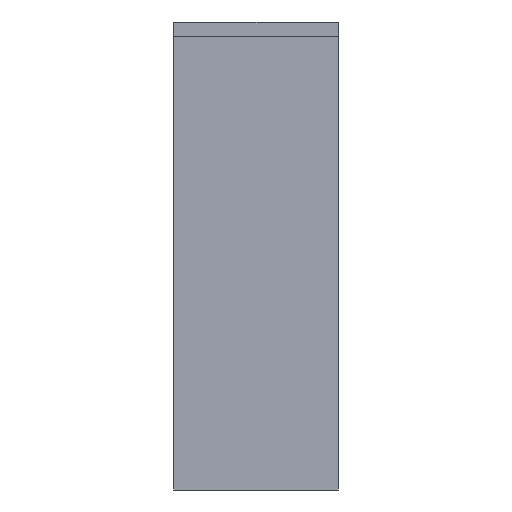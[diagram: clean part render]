
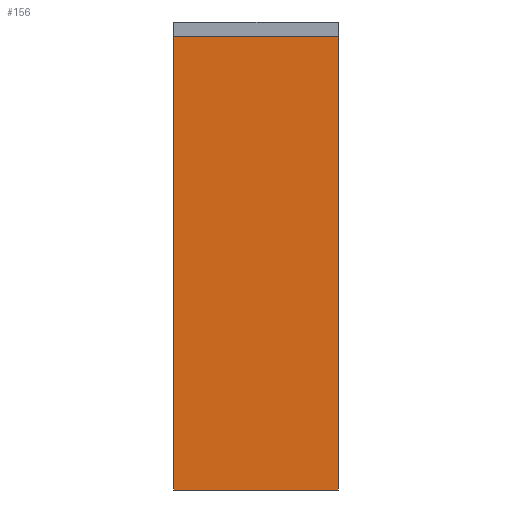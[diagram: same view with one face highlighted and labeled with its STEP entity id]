
A CAD part, left-side view. The second image highlights one B-rep face of the part: STEP entity #156.
In plain terms, the highlighted planar face has unit normal (-1, 0, 0).
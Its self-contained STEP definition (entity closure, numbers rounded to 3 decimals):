
#156=ADVANCED_FACE('',(#402),#404,.T.);
#402=FACE_BOUND('',#403,.T.);
#403=EDGE_LOOP('',(#568,#569,#570,#571));
#404=PLANE('',#405);
#405=AXIS2_PLACEMENT_3D('',#406,#407,#408);
#406=CARTESIAN_POINT('',(-50.,0.,25.));
#407=DIRECTION('',(-1.,0.,0.));
#408=DIRECTION('',(0.,0.,1.));
#568=ORIENTED_EDGE('',*,*,#676,.T.);
#569=ORIENTED_EDGE('',*,*,#677,.T.);
#570=ORIENTED_EDGE('',*,*,#678,.F.);
#571=ORIENTED_EDGE('',*,*,#654,.F.);
#654=EDGE_CURVE('',#732,#733,#734,.T.);
#676=EDGE_CURVE('',#732,#772,#773,.T.);
#677=EDGE_CURVE('',#772,#774,#775,.T.);
#678=EDGE_CURVE('',#733,#774,#776,.T.);
#732=VERTEX_POINT('',#882);
#733=VERTEX_POINT('',#883);
#734=LINE('',#884,#885);
#772=VERTEX_POINT('',#968);
#773=LINE('',#969,#970);
#774=VERTEX_POINT('',#972);
#775=LINE('',#973,#974);
#776=LINE('',#976,#977);
#882=CARTESIAN_POINT('',(-50.,0.,25.));
#883=CARTESIAN_POINT('',(-50.,58.,25.));
#884=CARTESIAN_POINT('',(-50.,0.,25.));
#885=VECTOR('',#886,1.);
#886=DIRECTION('',(0.,1.,0.));
#968=CARTESIAN_POINT('',(-50.,0.,185.));
#969=CARTESIAN_POINT('',(-50.,0.,25.));
#970=VECTOR('',#971,1.);
#971=DIRECTION('',(0.,0.,1.));
#972=CARTESIAN_POINT('',(-50.,58.,185.));
#973=CARTESIAN_POINT('',(-50.,0.,185.));
#974=VECTOR('',#975,1.);
#975=DIRECTION('',(0.,1.,0.));
#976=CARTESIAN_POINT('',(-50.,58.,25.));
#977=VECTOR('',#978,1.);
#978=DIRECTION('',(0.,0.,1.));
